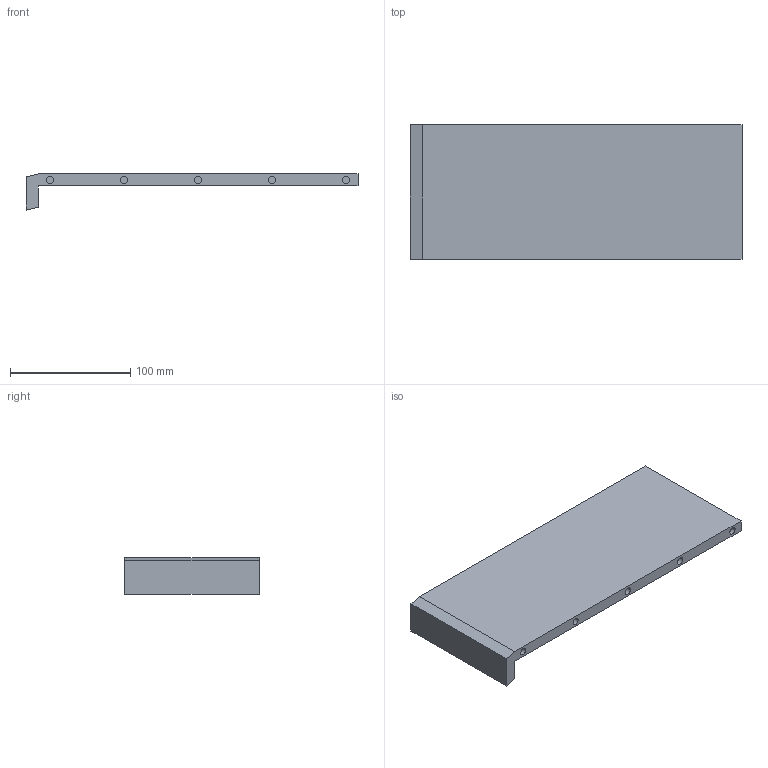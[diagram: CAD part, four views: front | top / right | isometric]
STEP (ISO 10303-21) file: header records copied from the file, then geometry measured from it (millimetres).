
FILE_DESCRIPTION((''),'2;1');
FILE_NAME('00','2022-01-09T15:26:58',('Y'),('FoxCAVITY'),'CREO PARAMETRIC BY PTC INC, 2020454','CREO PARAMETRIC BY PTC INC, 2020454','');
FILE_SCHEMA(('CONFIG_CONTROL_DESIGN'));
Length unit declared in the file: millimetre
Products named in the file (1): 00
Bounding box: 276 x 112 x 30 mm (x, y, z)
Volume: 325541.4 mm3; surface area: 76221.5 mm2
Topology: 1 solids, 1 shells, 39 faces, 81 edges, 54 vertices
Faces by surface type: cylinder 20, plane 19
Entity records: 1093 total; most frequent: DIRECTION 199, CARTESIAN_POINT 174, ORIENTED_EDGE 162, EDGE_CURVE 81, AXIS2_PLACEMENT_3D 79, VERTEX_POINT 54, EDGE_LOOP 49, VECTOR 41
